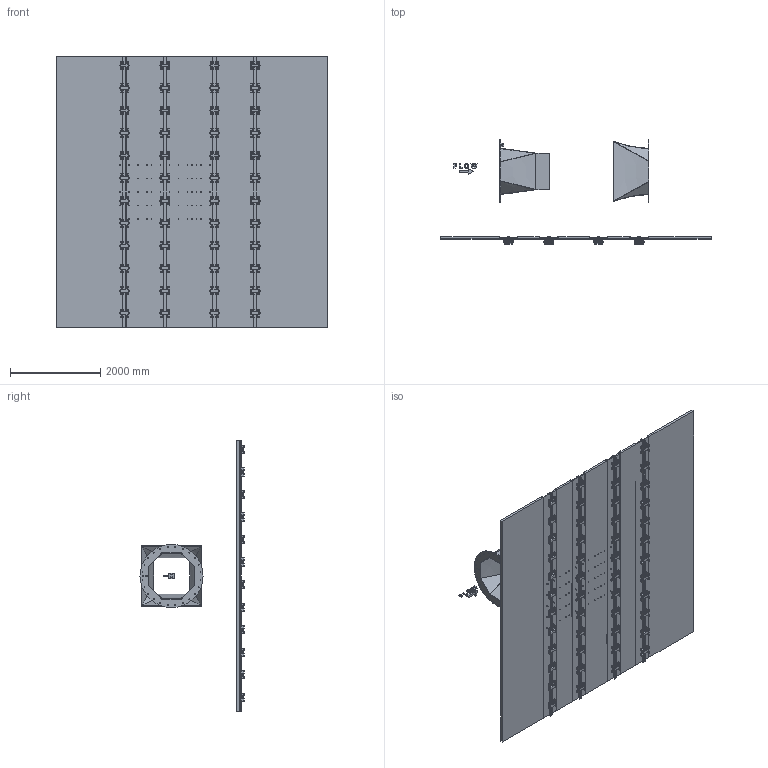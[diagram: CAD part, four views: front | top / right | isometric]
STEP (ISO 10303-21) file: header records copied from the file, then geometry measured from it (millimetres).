
FILE_DESCRIPTION(/* description */ (''),/* implementation_level */ '2;1');
FILE_NAME(/* name */ '20150603_LTWT_Square_新アンカー位置.stp',/* time_stamp */ '2015-06-03T18:05:57+09:00',/* author */ ('okuizumi'),/* organization */ (''),/* preprocessor_version */ 'ST-DEVELOPER v15.6',/* originating_system */ 'Autodesk Inventor 2015',/* authorisation */ '');
FILE_SCHEMA (('AUTOMOTIVE_DESIGN { 1 0 10303 214 3 1 1 }'));
Length unit declared in the file: millimetre
Products named in the file (76): Ｒ375738-03-03; Ｒ375738-03-004; R375738-03-05; 測定部（L）; C-04; C-002; 測定部（R); Rail-01; V40x40x5x6000; S126x60x28; S140x50x19; S50x30x16; S50x30x16-01; M10x1.0 x 35; R375738-03-09; V75x75x9x55; R375738-03-09_1; R375738-03-09_2; R375738-03-09_3; R375738-03-09_4; R375738-03-09_5; R375738-03-09_6; R375738-03-09_7; R375738-03-09_8; R375738-03-09_9; R375738-03-09_10; R375738-03-09_11; レール; R375738-03-09_12; R375738-03-09_13; R375738-03-09_14; R375738-03-09_15; R375738-03-09_16; R375738-03-09_17; R375738-03-09_18; R375738-03-09_19; R375738-03-09_20; R375738-03-09_21; R375738-03-09_22; R375738-03-09_23 ...
Bounding box: 6000 x 2308.71 x 6000 mm (x, y, z)
Volume: 1653883557.3 mm3; surface area: 117330498.8 mm2
Topology: 618 solids, 618 shells, 7178 faces, 16205 edges, 10354 vertices
Faces by surface type: plane 4805, cylinder 1366, cone 867, torus 96, bspline 44
Full cylindrical faces by diameter (mm): 9 x96, 10 x96, 10.106 x65, 11 x192, 16 x96, 17.3 x65, 18 x65, 19 x48, 35 x1, 1400 x2
Entity records: 19265 total; most frequent: CARTESIAN_POINT 3567, DIRECTION 3395, ORIENTED_EDGE 1864, AXIS2_PLACEMENT_3D 1436, EDGE_CURVE 932, EDGE_LOOP 788, PRODUCT_DEFINITION_SHAPE 747, VERTEX_POINT 692
